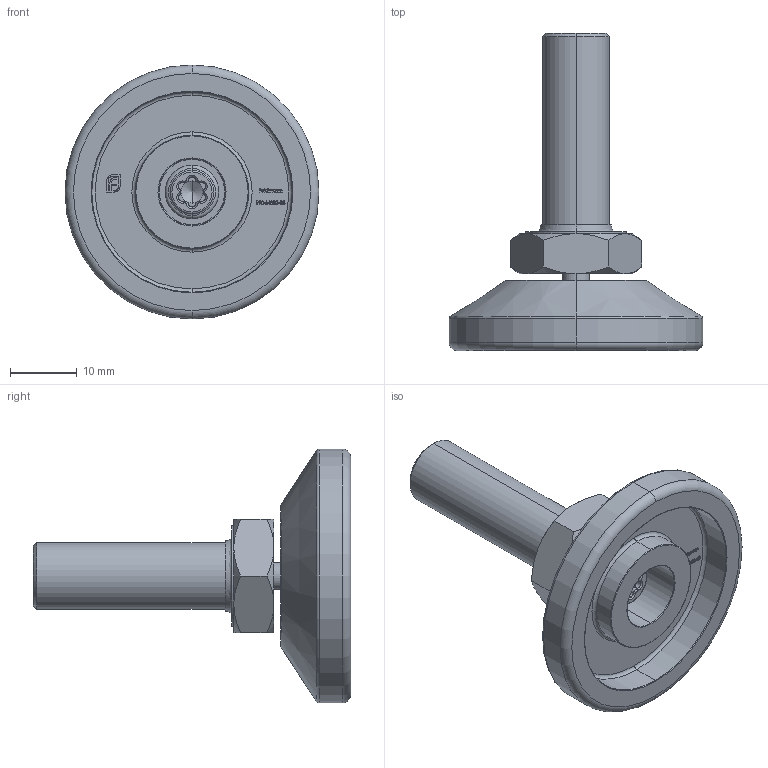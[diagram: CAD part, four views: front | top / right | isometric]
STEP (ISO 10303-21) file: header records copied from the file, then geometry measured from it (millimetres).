
FILE_DESCRIPTION (( 'STEP AP203' ), '1' );
FILE_NAME ('190-M1030-38.step', '2021-01-28T12:20:36', ( '' ), ( '' ), 'SwSTEP 2.0', 'SolidWorks 2018', '' );
FILE_SCHEMA (( 'CONFIG_CONTROL_DESIGN' ));
Length unit declared in the file: millimetre
Products named in the file (5): 190-MXXX-XX Teil1; 190-M1030-38; 190-MXXX-XX Teil2_190-M1030-XX Teil2; 190-MXXX-XX Teil2; 190-MXXX-XX Teil1_190-MXXX-38 Teil1 Keyshot
Assembly tree (2 placements, depth 2):
  190-MXXX-XX Teil1
  190-M1030-38
    190-MXXX-XX Teil1_190-MXXX-38 Teil1 Keyshot
    190-MXXX-XX Teil2_190-M1030-XX Teil2
  190-MXXX-XX Teil2
Bounding box: 38 x 47.5 x 38 mm (x, y, z)
Volume: 10435.9 mm3; surface area: 5770.9 mm2
Topology: 2 solids, 2 shells, 443 faces, 1124 edges, 721 vertices
Faces by surface type: plane 176, bspline 159, cone 41, cylinder 37, torus 30
Entity records: 21940 total; most frequent: CARTESIAN_POINT 11839, ORIENTED_EDGE 2240, DIRECTION 1543, EDGE_CURVE 1120, VERTEX_POINT 721, LINE 577, VECTOR 577, EDGE_LOOP 485
